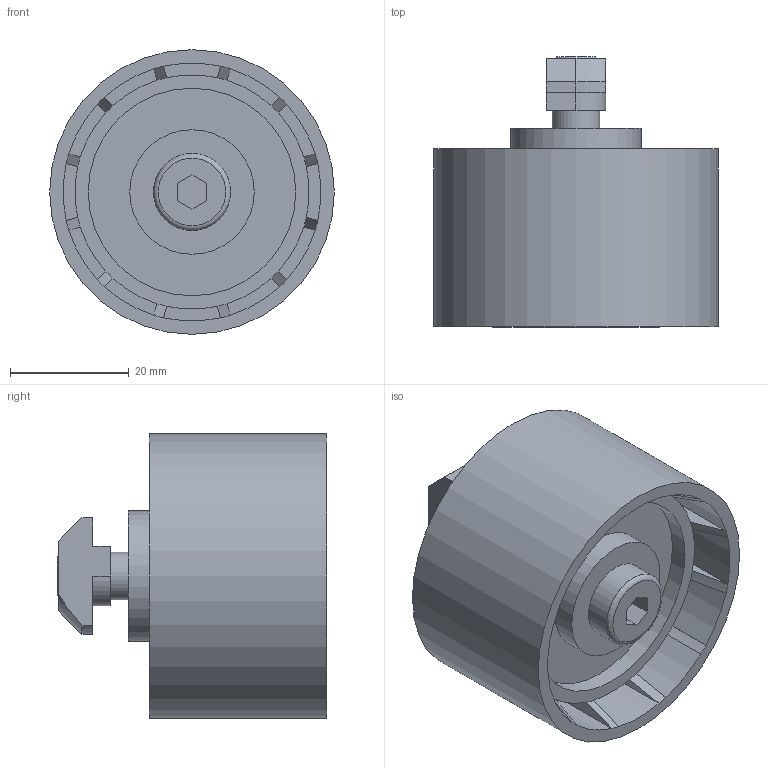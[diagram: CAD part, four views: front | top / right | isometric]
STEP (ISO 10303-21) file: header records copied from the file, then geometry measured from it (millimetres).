
FILE_DESCRIPTION(('STEP AP214'),'1');
FILE_NAME('cctmp_0C618689-6D88-4764-B3A2-0393EFADDED5_2020_1_8_16_55_18_533..stp','2020-01-08T15:55:18',('Bosch Rexroth AG'),('CADClick - www.CADClick.com'),'Spatial InterOp 3D',' ','unknown authorization - (Healing Option Enabled)');
FILE_SCHEMA(('AUTOMOTIVE_DESIGN'));
Length unit declared in the file: millimetre
Products named in the file (1): 1
Bounding box: 48 x 45.5 x 48 mm (x, y, z)
Volume: 37271.6 mm3; surface area: 19732.6 mm2
Topology: 2 solids, 2 shells, 197 faces, 467 edges, 286 vertices
Faces by surface type: plane 104, cylinder 62, cone 29, torus 2
Full cylindrical faces by diameter (mm): 8 x1, 8.2 x1, 8.4 x1, 13 x1, 15 x1, 21 x1, 22 x1, 29 x1, 35 x1, 48 x1
Entity records: 7318 total; most frequent: CARTESIAN_POINT 1177, DIRECTION 1002, ORIENTED_EDGE 900, EDGE_CURVE 450, AXIS2_PLACEMENT_3D 403, VERTEX_POINT 284, EDGE_LOOP 224, CIRCLE 204
